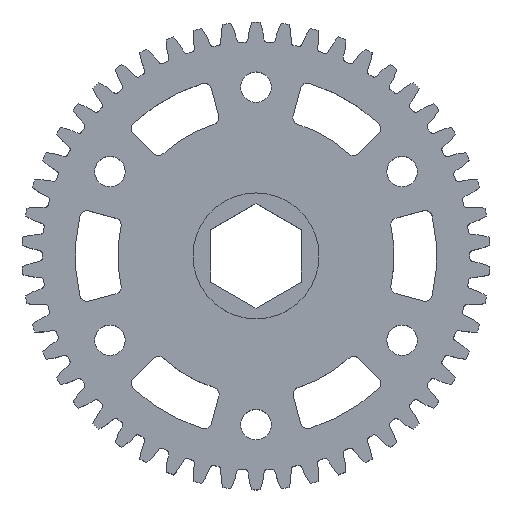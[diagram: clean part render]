
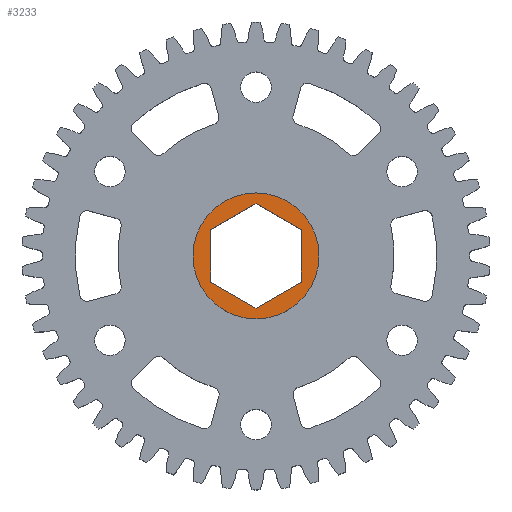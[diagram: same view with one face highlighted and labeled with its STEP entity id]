
A CAD part, top view. The second image highlights one B-rep face of the part: STEP entity #3233.
In plain terms, the highlighted planar face has unit normal (0, 0, 1).
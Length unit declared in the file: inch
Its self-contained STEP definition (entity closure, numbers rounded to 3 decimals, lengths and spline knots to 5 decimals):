
#91=FACE_BOUND('',#526,.T.);
#195=PLANE('',#3573);
#333=FACE_OUTER_BOUND('',#525,.T.);
#525=EDGE_LOOP('',(#2821,#2822));
#526=EDGE_LOOP('',(#2823,#2824,#2825,#2826,#2827,#2828));
#723=LINE('',#20213,#921);
#724=LINE('',#20215,#922);
#725=LINE('',#20217,#923);
#726=LINE('',#20219,#924);
#727=LINE('',#20221,#925);
#728=LINE('',#20222,#926);
#921=VECTOR('',#4317,39.37008);
#922=VECTOR('',#4318,39.37008);
#923=VECTOR('',#4319,39.37008);
#924=VECTOR('',#4320,39.37008);
#925=VECTOR('',#4321,39.37008);
#926=VECTOR('',#4322,39.37008);
#1015=CIRCLE('',#3361,0.35);
#1016=CIRCLE('',#3362,0.35);
#1235=VERTEX_POINT('',#4605);
#1236=VERTEX_POINT('',#4606);
#1503=VERTEX_POINT('',#20211);
#1504=VERTEX_POINT('',#20212);
#1505=VERTEX_POINT('',#20214);
#1506=VERTEX_POINT('',#20216);
#1507=VERTEX_POINT('',#20218);
#1508=VERTEX_POINT('',#20220);
#1582=EDGE_CURVE('',#1235,#1236,#1015,.T.);
#1583=EDGE_CURVE('',#1236,#1235,#1016,.T.);
#1967=EDGE_CURVE('',#1503,#1504,#723,.T.);
#1968=EDGE_CURVE('',#1504,#1505,#724,.T.);
#1969=EDGE_CURVE('',#1505,#1506,#725,.T.);
#1970=EDGE_CURVE('',#1506,#1507,#726,.T.);
#1971=EDGE_CURVE('',#1507,#1508,#727,.T.);
#1972=EDGE_CURVE('',#1508,#1503,#728,.T.);
#2821=ORIENTED_EDGE('',*,*,#1582,.T.);
#2822=ORIENTED_EDGE('',*,*,#1583,.T.);
#2823=ORIENTED_EDGE('',*,*,#1967,.T.);
#2824=ORIENTED_EDGE('',*,*,#1968,.T.);
#2825=ORIENTED_EDGE('',*,*,#1969,.T.);
#2826=ORIENTED_EDGE('',*,*,#1970,.T.);
#2827=ORIENTED_EDGE('',*,*,#1971,.T.);
#2828=ORIENTED_EDGE('',*,*,#1972,.T.);
#3233=ADVANCED_FACE('',(#333,#91),#195,.T.);
#3361=AXIS2_PLACEMENT_3D('',#4607,#3766,#3767);
#3362=AXIS2_PLACEMENT_3D('',#4608,#3768,#3769);
#3573=AXIS2_PLACEMENT_3D('',#20210,#4315,#4316);
#3766=DIRECTION('center_axis',(0.,0.,1.));
#3767=DIRECTION('ref_axis',(1.,0.,0.));
#3768=DIRECTION('center_axis',(0.,0.,1.));
#3769=DIRECTION('ref_axis',(1.,0.,0.));
#4315=DIRECTION('center_axis',(0.,0.,1.));
#4316=DIRECTION('ref_axis',(1.,0.,0.));
#4317=DIRECTION('',(0.866,0.5,0.));
#4318=DIRECTION('',(0.866,-0.5,0.));
#4319=DIRECTION('',(0.,-1.,0.));
#4320=DIRECTION('',(-0.866,-0.5,0.));
#4321=DIRECTION('',(-0.866,0.5,0.));
#4322=DIRECTION('',(0.,1.,0.));
#4605=CARTESIAN_POINT('',(-0.35,0.,0.249));
#4606=CARTESIAN_POINT('',(0.35,0.,0.249));
#4607=CARTESIAN_POINT('Origin',(0.,0.,0.249));
#4608=CARTESIAN_POINT('Origin',(0.,0.,0.249));
#20210=CARTESIAN_POINT('Origin',(0.,0.,0.249));
#20211=CARTESIAN_POINT('',(-0.2515,0.1452,0.249));
#20212=CARTESIAN_POINT('',(0.,0.29041,0.249));
#20213=CARTESIAN_POINT('',(-0.2515,0.1452,0.249));
#20214=CARTESIAN_POINT('',(0.2515,0.1452,0.249));
#20215=CARTESIAN_POINT('',(0.,0.29041,0.249));
#20216=CARTESIAN_POINT('',(0.2515,-0.1452,0.249));
#20217=CARTESIAN_POINT('',(0.2515,0.1452,0.249));
#20218=CARTESIAN_POINT('',(0.,-0.29041,0.249));
#20219=CARTESIAN_POINT('',(0.2515,-0.1452,0.249));
#20220=CARTESIAN_POINT('',(-0.2515,-0.1452,0.249));
#20221=CARTESIAN_POINT('',(0.,-0.29041,0.249));
#20222=CARTESIAN_POINT('',(-0.2515,-0.1452,0.249));
